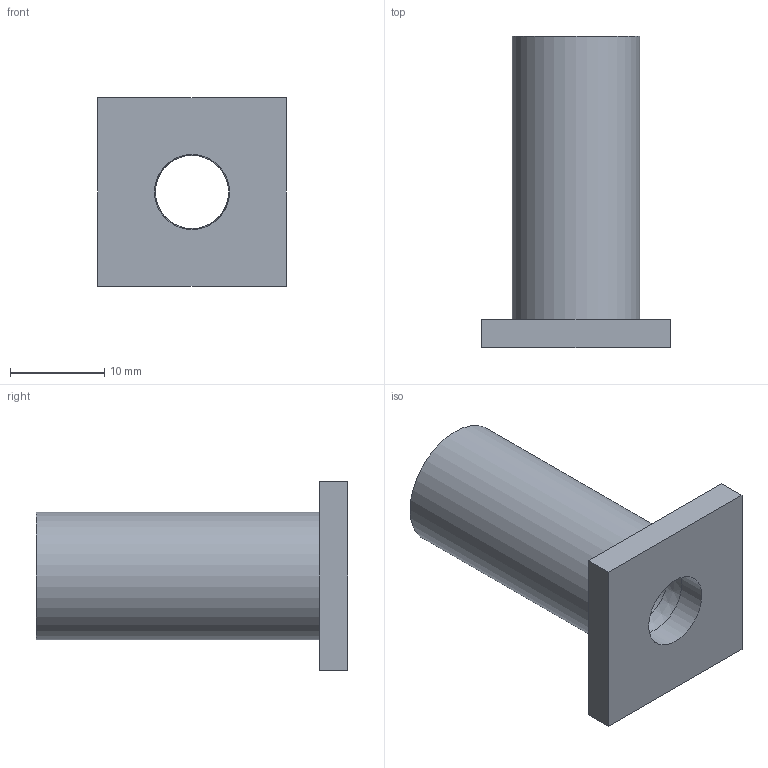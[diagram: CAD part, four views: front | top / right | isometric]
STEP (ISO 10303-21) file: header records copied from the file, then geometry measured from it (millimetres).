
FILE_DESCRIPTION(/* description */ (''),/* implementation_level */ '2;1');
FILE_NAME(/* name */ 'MOULD.stp',/* time_stamp */ '2025-10-09T02:42:44-04:00',/* author */ ('Cupri'),/* organization */ (''),/* preprocessor_version */ 'ST-DEVELOPER v20.1',/* originating_system */ 'Autodesk Inventor 2026',/* authorisation */ '');
FILE_SCHEMA (('AUTOMOTIVE_DESIGN { 1 0 10303 214 3 1 1 }'));
Length unit declared in the file: millimetre
Products named in the file (1): MOULD
Bounding box: 20 x 33 x 20 mm (x, y, z)
Volume: 1887.9 mm3; surface area: 3424.5 mm2
Topology: 1 solids, 1 shells, 13 faces, 25 edges, 16 vertices
Faces by surface type: plane 8, cylinder 4, cone 1
Full cylindrical faces by diameter (mm): 7.75 x1, 7.95 x1, 12.5 x1, 13.5 x1
Entity records: 378 total; most frequent: DIRECTION 61, CARTESIAN_POINT 55, ORIENTED_EDGE 50, EDGE_CURVE 25, AXIS2_PLACEMENT_3D 22, EDGE_LOOP 17, LINE 17, VECTOR 17
